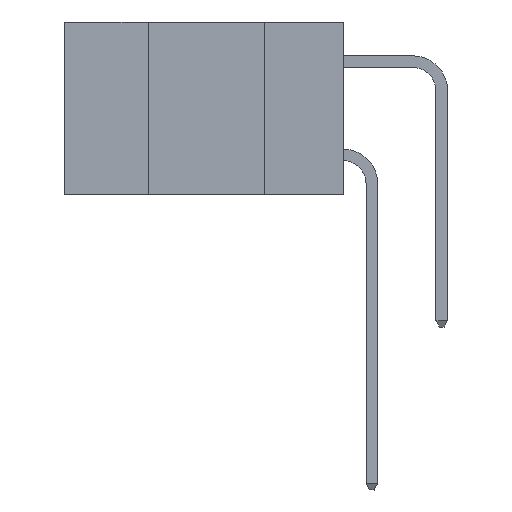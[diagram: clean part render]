
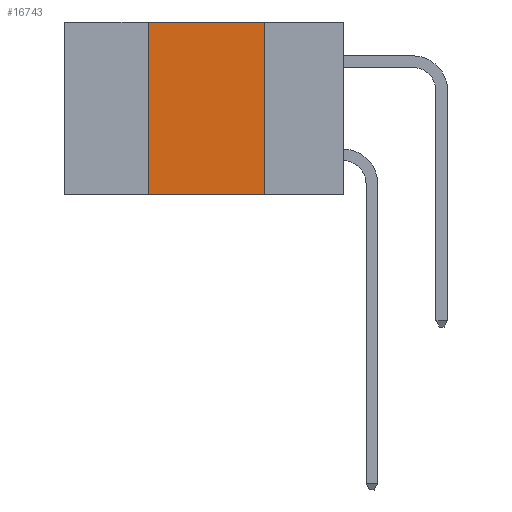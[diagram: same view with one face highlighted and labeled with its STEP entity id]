
A CAD part, left-side view. The second image highlights one B-rep face of the part: STEP entity #16743.
In plain terms, the highlighted planar face has unit normal (-1, 0, 0).
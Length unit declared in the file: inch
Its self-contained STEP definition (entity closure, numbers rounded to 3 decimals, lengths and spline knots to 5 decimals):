
#600 = AXIS2_PLACEMENT_3D ( 'NONE', #3019, #12878, #7902 ) ;
#2736 = ORIENTED_EDGE ( 'NONE', *, *, #9493, .F. ) ;
#3019 = CARTESIAN_POINT ( 'NONE',  ( 0., 0.6, 0. ) ) ;
#3366 = LINE ( 'NONE', #20124, #13899 ) ;
#4475 = EDGE_CURVE ( 'NONE', #9676, #18962, #3366, .T. ) ;
#6355 = LINE ( 'NONE', #11549, #17837 ) ;
#7108 = CARTESIAN_POINT ( 'NONE',  ( 0., 0.42, -0.37 ) ) ;
#7430 = ORIENTED_EDGE ( 'NONE', *, *, #4475, .T. ) ;
#7902 = DIRECTION ( 'NONE',  ( 0., 0., -1. ) ) ;
#8193 = CARTESIAN_POINT ( 'NONE',  ( 0., 0.17, 0. ) ) ;
#9493 = EDGE_CURVE ( 'NONE', #15908, #11664, #6355, .T. ) ;
#9580 = CARTESIAN_POINT ( 'NONE',  ( 0., 0.17, -0.37 ) ) ;
#9676 = VERTEX_POINT ( 'NONE', #15505 ) ;
#9979 = DIRECTION ( 'NONE',  ( 0., -1., 0. ) ) ;
#10362 = EDGE_LOOP ( 'NONE', ( #18695, #2736, #19589, #7430 ) ) ;
#11549 = CARTESIAN_POINT ( 'NONE',  ( 0., 0.6, 0. ) ) ;
#11664 = VERTEX_POINT ( 'NONE', #8193 ) ;
#12033 = EDGE_CURVE ( 'NONE', #11664, #18962, #20057, .T. ) ;
#12878 = DIRECTION ( 'NONE',  ( 1., 0., 0. ) ) ;
#13366 = CARTESIAN_POINT ( 'NONE',  ( 0., 0.17, -0.37 ) ) ;
#13369 = VECTOR ( 'NONE', #16912, 39.37008 ) ;
#13432 = DIRECTION ( 'NONE',  ( 0., -1., 0. ) ) ;
#13465 = CARTESIAN_POINT ( 'NONE',  ( 0., 0.42, 0. ) ) ;
#13856 = LINE ( 'NONE', #7108, #13369 ) ;
#13899 = VECTOR ( 'NONE', #9979, 39.37008 ) ;
#15505 = CARTESIAN_POINT ( 'NONE',  ( 0., 0.42, -0.37 ) ) ;
#15908 = VERTEX_POINT ( 'NONE', #13465 ) ;
#16628 = DIRECTION ( 'NONE',  ( 0., 0., -1. ) ) ;
#16743 = ADVANCED_FACE ( 'NONE', ( #18252 ), #21442, .F. ) ;
#16912 = DIRECTION ( 'NONE',  ( 0., 0., 1. ) ) ;
#17837 = VECTOR ( 'NONE', #13432, 39.37008 ) ;
#18252 = FACE_OUTER_BOUND ( 'NONE', #10362, .T. ) ;
#18695 = ORIENTED_EDGE ( 'NONE', *, *, #12033, .F. ) ;
#18962 = VERTEX_POINT ( 'NONE', #13366 ) ;
#19589 = ORIENTED_EDGE ( 'NONE', *, *, #19941, .F. ) ;
#19941 = EDGE_CURVE ( 'NONE', #9676, #15908, #13856, .T. ) ;
#20057 = LINE ( 'NONE', #9580, #21265 ) ;
#20124 = CARTESIAN_POINT ( 'NONE',  ( 0., 0.6, -0.37 ) ) ;
#21265 = VECTOR ( 'NONE', #16628, 39.37008 ) ;
#21442 = PLANE ( 'NONE',  #600 ) ;
